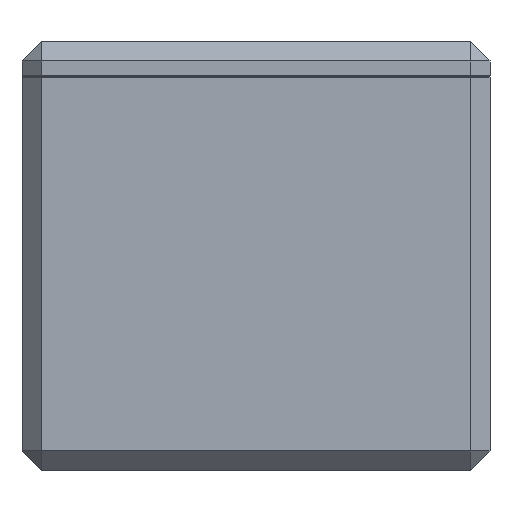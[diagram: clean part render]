
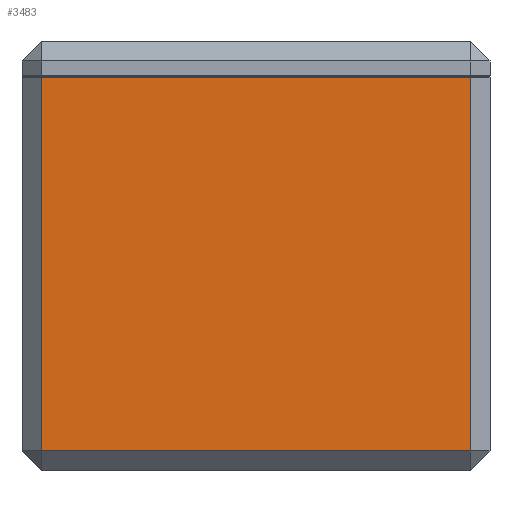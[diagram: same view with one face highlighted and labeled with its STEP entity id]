
A CAD part, left-side view. The second image highlights one B-rep face of the part: STEP entity #3483.
In plain terms, the highlighted planar face has unit normal (-1, 0, 0).
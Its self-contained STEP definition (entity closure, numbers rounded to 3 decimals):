
#302=FACE_OUTER_BOUND('',#517,.T.);
#517=EDGE_LOOP('',(#2755,#2756,#2757,#2758));
#642=LINE('',#4912,#1032);
#846=LINE('',#5507,#1236);
#850=LINE('',#5514,#1240);
#851=LINE('',#5516,#1241);
#1032=VECTOR('',#3913,10.);
#1236=VECTOR('',#4411,10.);
#1240=VECTOR('',#4421,10.);
#1241=VECTOR('',#4424,10.);
#1417=VERTEX_POINT('',#4904);
#1419=VERTEX_POINT('',#4910);
#1583=VERTEX_POINT('',#5489);
#1585=VERTEX_POINT('',#5497);
#1736=EDGE_CURVE('',#1419,#1417,#642,.T.);
#1992=EDGE_CURVE('',#1585,#1419,#846,.T.);
#1996=EDGE_CURVE('',#1583,#1585,#850,.T.);
#1997=EDGE_CURVE('',#1417,#1583,#851,.T.);
#2755=ORIENTED_EDGE('',*,*,#1736,.F.);
#2756=ORIENTED_EDGE('',*,*,#1992,.F.);
#2757=ORIENTED_EDGE('',*,*,#1996,.F.);
#2758=ORIENTED_EDGE('',*,*,#1997,.F.);
#3296=PLANE('',#3747);
#3483=ADVANCED_FACE('',(#302),#3296,.T.);
#3747=AXIS2_PLACEMENT_3D('',#5522,#4432,#4433);
#3913=DIRECTION('',(0.,-1.,0.));
#4411=DIRECTION('',(0.,0.,1.));
#4421=DIRECTION('',(0.,1.,0.));
#4424=DIRECTION('',(0.,0.,-1.));
#4432=DIRECTION('center_axis',(-1.,0.,0.));
#4433=DIRECTION('ref_axis',(0.,1.,0.));
#4904=CARTESIAN_POINT('',(0.,5.,-9.2));
#4910=CARTESIAN_POINT('',(0.,115.,-9.2));
#4912=CARTESIAN_POINT('',(0.,30.,-9.2));
#5489=CARTESIAN_POINT('',(0.,5.,-105.));
#5497=CARTESIAN_POINT('',(0.,115.,-105.));
#5507=CARTESIAN_POINT('',(0.,115.,0.));
#5514=CARTESIAN_POINT('',(0.,30.,-105.));
#5516=CARTESIAN_POINT('',(0.,5.,0.));
#5522=CARTESIAN_POINT('Origin',(0.,0.,0.));
